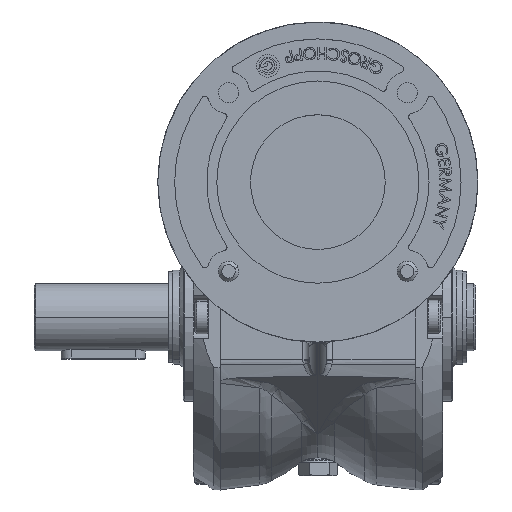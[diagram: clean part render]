
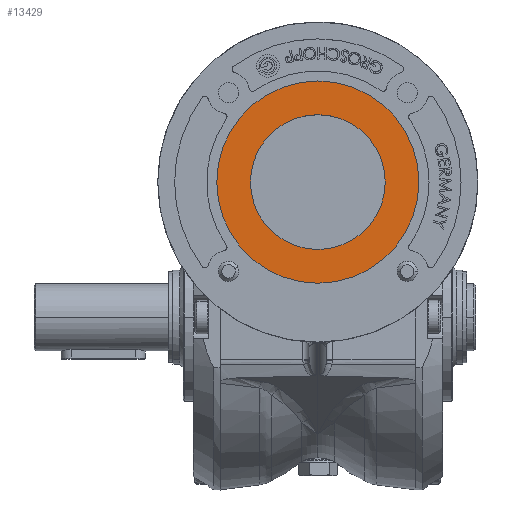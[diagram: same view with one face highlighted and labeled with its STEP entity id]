
A CAD part, top view. The second image highlights one B-rep face of the part: STEP entity #13429.
In plain terms, the highlighted planar face has unit normal (0, 0, 1).
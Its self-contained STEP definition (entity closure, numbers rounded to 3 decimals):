
#448 = CIRCLE ( 'NONE', #9064, 30. ) ;
#627 = ORIENTED_EDGE ( 'NONE', *, *, #24865, .F. ) ;
#1416 = FACE_BOUND ( 'NONE', #11249, .T. ) ;
#2228 = VERTEX_POINT ( 'NONE', #17716 ) ;
#2526 = CARTESIAN_POINT ( 'NONE',  ( 0., 40., 64.1 ) ) ;
#2638 = FACE_OUTER_BOUND ( 'NONE', #19105, .T. ) ;
#6108 = AXIS2_PLACEMENT_3D ( 'NONE', #12048, #12006, #11962 ) ;
#7588 = AXIS2_PLACEMENT_3D ( 'NONE', #2526, #11398, #10790 ) ;
#8194 = VERTEX_POINT ( 'NONE', #8563 ) ;
#8563 = CARTESIAN_POINT ( 'NONE',  ( 20., 40., 64.1 ) ) ;
#8702 = CIRCLE ( 'NONE', #24341, 30. ) ;
#9064 = AXIS2_PLACEMENT_3D ( 'NONE', #16106, #15895, #15890 ) ;
#9485 = ORIENTED_EDGE ( 'NONE', *, *, #17883, .F. ) ;
#10664 = CIRCLE ( 'NONE', #7588, 20. ) ;
#10790 = DIRECTION ( 'NONE',  ( 1., 0., 0. ) ) ;
#11249 = EDGE_LOOP ( 'NONE', ( #9485, #627 ) ) ;
#11398 = DIRECTION ( 'NONE',  ( 0., 0., 1. ) ) ;
#11606 = CARTESIAN_POINT ( 'NONE',  ( -20., 40., 64.1 ) ) ;
#11962 = DIRECTION ( 'NONE',  ( 1., 0., 0. ) ) ;
#12006 = DIRECTION ( 'NONE',  ( 0., 0., 1. ) ) ;
#12048 = CARTESIAN_POINT ( 'NONE',  ( 0., 40., 64.1 ) ) ;
#12063 = PLANE ( 'NONE',  #6108 ) ;
#13017 = VERTEX_POINT ( 'NONE', #19233 ) ;
#13429 = ADVANCED_FACE ( 'NONE', ( #1416, #2638 ), #12063, .T. ) ;
#13457 = VERTEX_POINT ( 'NONE', #11606 ) ;
#15890 = DIRECTION ( 'NONE',  ( 1., 0., 0. ) ) ;
#15895 = DIRECTION ( 'NONE',  ( 0., 0., 1. ) ) ;
#15988 = DIRECTION ( 'NONE',  ( 0., 0., 1. ) ) ;
#16106 = CARTESIAN_POINT ( 'NONE',  ( 0., 40., 64.1 ) ) ;
#16218 = CIRCLE ( 'NONE', #32592, 20. ) ;
#16748 = ORIENTED_EDGE ( 'NONE', *, *, #20147, .T. ) ;
#17716 = CARTESIAN_POINT ( 'NONE',  ( -30., 40., 64.1 ) ) ;
#17883 = EDGE_CURVE ( 'NONE', #8194, #13457, #10664, .T. ) ;
#19105 = EDGE_LOOP ( 'NONE', ( #16748, #33055 ) ) ;
#19233 = CARTESIAN_POINT ( 'NONE',  ( 30., 40., 64.1 ) ) ;
#20147 = EDGE_CURVE ( 'NONE', #13017, #2228, #448, .T. ) ;
#24341 = AXIS2_PLACEMENT_3D ( 'NONE', #32772, #15988, #35660 ) ;
#24865 = EDGE_CURVE ( 'NONE', #13457, #8194, #16218, .T. ) ;
#32592 = AXIS2_PLACEMENT_3D ( 'NONE', #35338, #35325, #35294 ) ;
#32772 = CARTESIAN_POINT ( 'NONE',  ( 0., 40., 64.1 ) ) ;
#33055 = ORIENTED_EDGE ( 'NONE', *, *, #34456, .T. ) ;
#34456 = EDGE_CURVE ( 'NONE', #2228, #13017, #8702, .T. ) ;
#35294 = DIRECTION ( 'NONE',  ( 1., 0., 0. ) ) ;
#35325 = DIRECTION ( 'NONE',  ( 0., 0., 1. ) ) ;
#35338 = CARTESIAN_POINT ( 'NONE',  ( 0., 40., 64.1 ) ) ;
#35660 = DIRECTION ( 'NONE',  ( 1., 0., 0. ) ) ;
